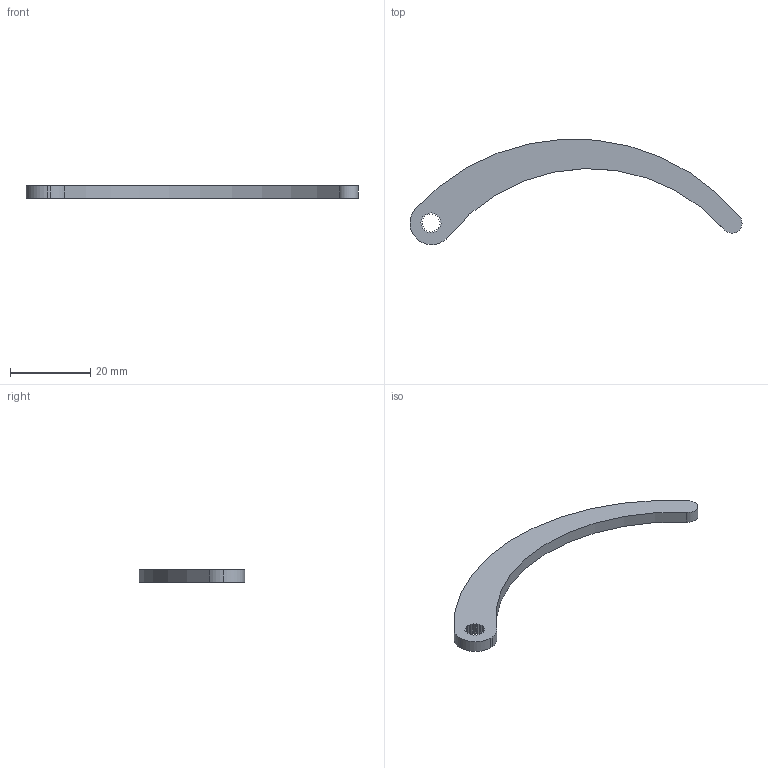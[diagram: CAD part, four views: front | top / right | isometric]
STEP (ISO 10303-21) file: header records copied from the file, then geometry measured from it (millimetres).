
FILE_DESCRIPTION (( 'STEP AP203' ), '1' );
FILE_NAME ('servo_arm_foot.STEP', '2025-08-14T13:06:03', ( '' ), ( '' ), 'SwSTEP 2.0', 'SolidWorks 2024', '' );
FILE_SCHEMA (( 'CONFIG_CONTROL_DESIGN' ));
Length unit declared in the file: millimetre
Products named in the file (1): servo_arm_foot
Bounding box: 82.83 x 26.29 x 3 mm (x, y, z)
Volume: 2041.2 mm3; surface area: 2004.3 mm2
Topology: 1 solids, 1 shells, 49 faces, 141 edges, 94 vertices
Faces by surface type: plane 43, cylinder 6
Entity records: 1668 total; most frequent: CARTESIAN_POINT 285, ORIENTED_EDGE 282, DIRECTION 253, EDGE_CURVE 141, VECTOR 129, LINE 129, VERTEX_POINT 94, AXIS2_PLACEMENT_3D 62
